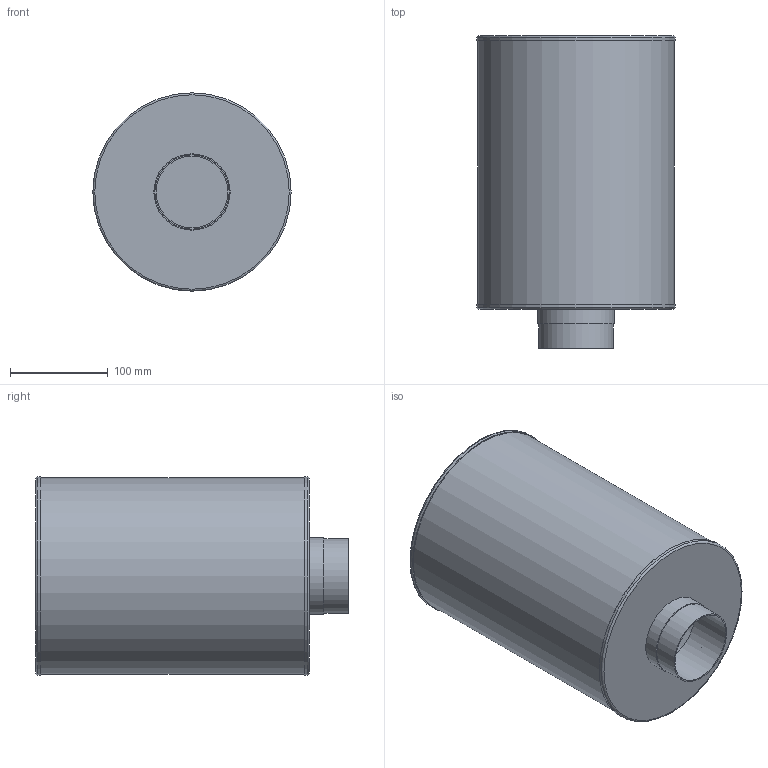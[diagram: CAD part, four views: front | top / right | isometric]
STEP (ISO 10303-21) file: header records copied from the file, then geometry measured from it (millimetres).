
FILE_DESCRIPTION(/* description */ (''),/* implementation_level */ '2;1');
FILE_NAME(/* name */ '51084_Saugkorbfilterkorb.stp',/* time_stamp */ '2015-05-07T10:29:32+02:00',/* author */ ('guzb562'),/* organization */ (''),/* preprocessor_version */ 'ST-DEVELOPER v15.6',/* originating_system */ 'Autodesk Inventor 2015',/* authorisation */ '');
FILE_SCHEMA (('AUTOMOTIVE_DESIGN { 1 0 10303 214 3 1 1 }'));
Length unit declared in the file: millimetre
Products named in the file (1): 51084_Saugkorbfilterkorb
Bounding box: 203 x 320.1 x 203 mm (x, y, z)
Volume: 549254 mm3; surface area: 483374.1 mm2
Topology: 1 solids, 1 shells, 222 faces, 574 edges, 382 vertices
Faces by surface type: plane 131, bspline 78, cylinder 11, torus 2
Full cylindrical faces by diameter (mm): 73.385 x1, 76.1 x1, 78.1 x1, 198.27 x1, 201 x1, 203 x2
Entity records: 7547 total; most frequent: CARTESIAN_POINT 2600, ORIENTED_EDGE 1130, DIRECTION 723, EDGE_CURVE 565, LINE 385, VECTOR 385, VERTEX_POINT 382, EDGE_LOOP 259
